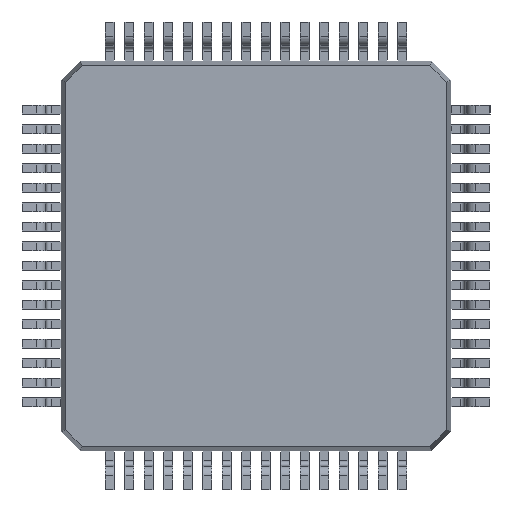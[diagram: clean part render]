
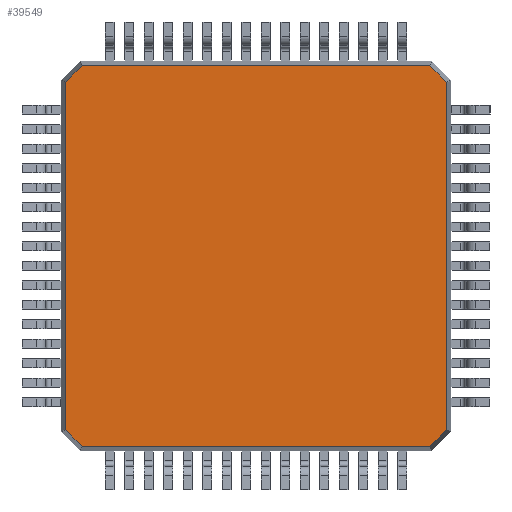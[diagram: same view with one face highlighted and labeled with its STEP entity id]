
A CAD part, front view. The second image highlights one B-rep face of the part: STEP entity #39549.
In plain terms, the highlighted planar face has unit normal (0, -1, 0).
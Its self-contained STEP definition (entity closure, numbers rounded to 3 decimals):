
#1694 = DIRECTION ( 'NONE',  ( 0., 0., -1. ) ) ;
#2843 = CARTESIAN_POINT ( 'NONE',  ( -4.419, -0.725, 4.919 ) ) ;
#3350 = DIRECTION ( 'NONE',  ( -0.707, 0., 0.707 ) ) ;
#4556 = EDGE_CURVE ( 'NONE', #41813, #31339, #27263, .T. ) ;
#5181 = LINE ( 'NONE', #31452, #32981 ) ;
#5388 = FACE_OUTER_BOUND ( 'NONE', #14581, .T. ) ;
#5549 = CARTESIAN_POINT ( 'NONE',  ( 0., -0.725, 0. ) ) ;
#5668 = DIRECTION ( 'NONE',  ( -1., 0., 0. ) ) ;
#5678 = VECTOR ( 'NONE', #13921, 1000. ) ;
#6073 = LINE ( 'NONE', #21323, #40398 ) ;
#6762 = ORIENTED_EDGE ( 'NONE', *, *, #40311, .T. ) ;
#7224 = VERTEX_POINT ( 'NONE', #8412 ) ;
#7462 = ORIENTED_EDGE ( 'NONE', *, *, #16773, .T. ) ;
#7711 = VERTEX_POINT ( 'NONE', #37128 ) ;
#8412 = CARTESIAN_POINT ( 'NONE',  ( -4.452, -0.725, -4.885 ) ) ;
#9007 = DIRECTION ( 'NONE',  ( -0.707, 0., -0.707 ) ) ;
#9958 = VECTOR ( 'NONE', #5668, 1000. ) ;
#10765 = CARTESIAN_POINT ( 'NONE',  ( 4.419, -0.725, -4.919 ) ) ;
#13548 = ORIENTED_EDGE ( 'NONE', *, *, #40746, .T. ) ;
#13921 = DIRECTION ( 'NONE',  ( 0., 0., 1. ) ) ;
#14556 = VERTEX_POINT ( 'NONE', #40604 ) ;
#14581 = EDGE_LOOP ( 'NONE', ( #36781, #7462, #13548, #39227, #23528, #40342, #36415, #6762 ) ) ;
#14625 = VECTOR ( 'NONE', #3350, 1000. ) ;
#14817 = LINE ( 'NONE', #28261, #28433 ) ;
#15410 = DIRECTION ( 'NONE',  ( 0., 0., -1. ) ) ;
#15715 = CARTESIAN_POINT ( 'NONE',  ( 4.5, -0.725, 4.885 ) ) ;
#15722 = CARTESIAN_POINT ( 'NONE',  ( 4.452, -0.725, -4.885 ) ) ;
#15812 = CARTESIAN_POINT ( 'NONE',  ( -4.885, -0.725, -4.452 ) ) ;
#16199 = CARTESIAN_POINT ( 'NONE',  ( 4.452, -0.725, 4.885 ) ) ;
#16773 = EDGE_CURVE ( 'NONE', #7224, #32864, #14817, .T. ) ;
#18106 = DIRECTION ( 'NONE',  ( 1., 0., 0. ) ) ;
#18621 = DIRECTION ( 'NONE',  ( 0.707, 0., -0.707 ) ) ;
#19873 = CARTESIAN_POINT ( 'NONE',  ( 4.885, -0.725, 4.452 ) ) ;
#21323 = CARTESIAN_POINT ( 'NONE',  ( -4.885, -0.725, 4.5 ) ) ;
#21537 = LINE ( 'NONE', #15715, #9958 ) ;
#21610 = EDGE_CURVE ( 'NONE', #7711, #38611, #40361, .T. ) ;
#22686 = AXIS2_PLACEMENT_3D ( 'NONE', #5549, #27893, #1694 ) ;
#23163 = EDGE_CURVE ( 'NONE', #14556, #41813, #41032, .T. ) ;
#23528 = ORIENTED_EDGE ( 'NONE', *, *, #4556, .T. ) ;
#23707 = VECTOR ( 'NONE', #9007, 1000. ) ;
#24126 = DIRECTION ( 'NONE',  ( 0.707, 0., 0.707 ) ) ;
#25446 = EDGE_CURVE ( 'NONE', #31339, #7711, #21537, .T. ) ;
#26086 = VERTEX_POINT ( 'NONE', #15812 ) ;
#26166 = EDGE_CURVE ( 'NONE', #26086, #7224, #5181, .T. ) ;
#27208 = VECTOR ( 'NONE', #24126, 1000. ) ;
#27263 = LINE ( 'NONE', #29363, #14625 ) ;
#27893 = DIRECTION ( 'NONE',  ( 0., -1., 0. ) ) ;
#28261 = CARTESIAN_POINT ( 'NONE',  ( -4.5, -0.725, -4.885 ) ) ;
#28433 = VECTOR ( 'NONE', #18106, 1000. ) ;
#29363 = CARTESIAN_POINT ( 'NONE',  ( 4.919, -0.725, 4.419 ) ) ;
#30842 = PLANE ( 'NONE',  #22686 ) ;
#31339 = VERTEX_POINT ( 'NONE', #16199 ) ;
#31452 = CARTESIAN_POINT ( 'NONE',  ( -4.919, -0.725, -4.419 ) ) ;
#32864 = VERTEX_POINT ( 'NONE', #15722 ) ;
#32981 = VECTOR ( 'NONE', #18621, 1000. ) ;
#36326 = CARTESIAN_POINT ( 'NONE',  ( -4.885, -0.725, 4.452 ) ) ;
#36415 = ORIENTED_EDGE ( 'NONE', *, *, #21610, .T. ) ;
#36765 = LINE ( 'NONE', #10765, #27208 ) ;
#36781 = ORIENTED_EDGE ( 'NONE', *, *, #26166, .T. ) ;
#37128 = CARTESIAN_POINT ( 'NONE',  ( -4.452, -0.725, 4.885 ) ) ;
#38611 = VERTEX_POINT ( 'NONE', #36326 ) ;
#39227 = ORIENTED_EDGE ( 'NONE', *, *, #23163, .T. ) ;
#39382 = CARTESIAN_POINT ( 'NONE',  ( 4.885, -0.725, -4.5 ) ) ;
#39549 = ADVANCED_FACE ( 'NONE', ( #5388 ), #30842, .T. ) ;
#40311 = EDGE_CURVE ( 'NONE', #38611, #26086, #6073, .T. ) ;
#40342 = ORIENTED_EDGE ( 'NONE', *, *, #25446, .T. ) ;
#40361 = LINE ( 'NONE', #2843, #23707 ) ;
#40398 = VECTOR ( 'NONE', #15410, 1000. ) ;
#40604 = CARTESIAN_POINT ( 'NONE',  ( 4.885, -0.725, -4.452 ) ) ;
#40746 = EDGE_CURVE ( 'NONE', #32864, #14556, #36765, .T. ) ;
#41032 = LINE ( 'NONE', #39382, #5678 ) ;
#41813 = VERTEX_POINT ( 'NONE', #19873 ) ;
